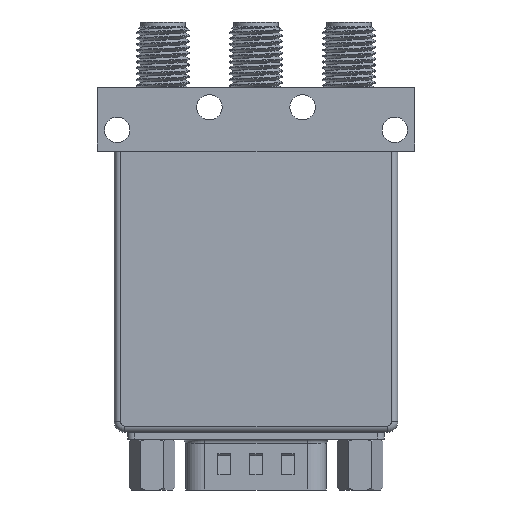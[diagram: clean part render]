
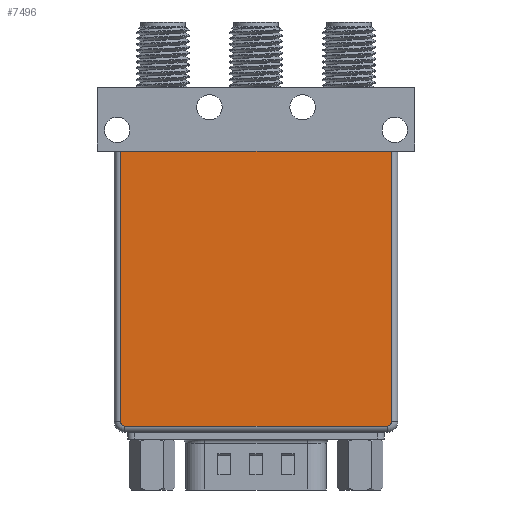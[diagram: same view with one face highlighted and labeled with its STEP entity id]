
A CAD part, front view. The second image highlights one B-rep face of the part: STEP entity #7496.
In plain terms, the highlighted planar face has unit normal (0, -1, 0).
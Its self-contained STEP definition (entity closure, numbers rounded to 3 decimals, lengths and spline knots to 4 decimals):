
#300 = EDGE_CURVE ( 'NONE', #32033, #21874, #6730, .T. ) ;
#683 = CIRCLE ( 'NONE', #40126, 0.02 ) ;
#883 = DIRECTION ( 'NONE',  ( 0., 0., -1. ) ) ;
#1760 = EDGE_LOOP ( 'NONE', ( #45136, #20473, #21828, #29512, #19606, #49335 ) ) ;
#2042 = DIRECTION ( 'NONE',  ( 1., 0., 0. ) ) ;
#2219 = CARTESIAN_POINT ( 'NONE',  ( 0.62, -0.26, -0.785 ) ) ;
#4925 = CARTESIAN_POINT ( 'NONE',  ( 0.64, -0.26, 0.515 ) ) ;
#5136 = DIRECTION ( 'NONE',  ( 0., -1., 0. ) ) ;
#6131 = LINE ( 'NONE', #42246, #13178 ) ;
#6730 = LINE ( 'NONE', #42035, #20244 ) ;
#7496 = ADVANCED_FACE ( 'NONE', ( #29220 ), #15930, .T. ) ;
#8819 = LINE ( 'NONE', #17415, #29423 ) ;
#13178 = VECTOR ( 'NONE', #883, 39.3701 ) ;
#13533 = VERTEX_POINT ( 'NONE', #45419 ) ;
#15930 = PLANE ( 'NONE',  #51753 ) ;
#16021 = CIRCLE ( 'NONE', #47726, 0.02 ) ;
#17415 = CARTESIAN_POINT ( 'NONE',  ( 0.64, -0.26, 0.515 ) ) ;
#17481 = CARTESIAN_POINT ( 'NONE',  ( -0.64, -0.26, -0.765 ) ) ;
#19606 = ORIENTED_EDGE ( 'NONE', *, *, #37452, .T. ) ;
#19986 = CARTESIAN_POINT ( 'NONE',  ( 0.62, -0.26, -0.785 ) ) ;
#20244 = VECTOR ( 'NONE', #46704, 39.3701 ) ;
#20473 = ORIENTED_EDGE ( 'NONE', *, *, #46790, .T. ) ;
#21828 = ORIENTED_EDGE ( 'NONE', *, *, #41765, .T. ) ;
#21874 = VERTEX_POINT ( 'NONE', #4925 ) ;
#22474 = EDGE_CURVE ( 'NONE', #33180, #21874, #8819, .T. ) ;
#24554 = DIRECTION ( 'NONE',  ( 0., 0., -1. ) ) ;
#25434 = DIRECTION ( 'NONE',  ( 0., 0., -1. ) ) ;
#27208 = VERTEX_POINT ( 'NONE', #19986 ) ;
#29220 = FACE_OUTER_BOUND ( 'NONE', #1760, .T. ) ;
#29423 = VECTOR ( 'NONE', #37962, 39.3701 ) ;
#29512 = ORIENTED_EDGE ( 'NONE', *, *, #48414, .T. ) ;
#30642 = VERTEX_POINT ( 'NONE', #17481 ) ;
#32033 = VERTEX_POINT ( 'NONE', #53157 ) ;
#33000 = DIRECTION ( 'NONE',  ( 0., -1., 0. ) ) ;
#33180 = VERTEX_POINT ( 'NONE', #43607 ) ;
#37452 = EDGE_CURVE ( 'NONE', #27208, #33180, #683, .T. ) ;
#37962 = DIRECTION ( 'NONE',  ( 0., 0., 1. ) ) ;
#40126 = AXIS2_PLACEMENT_3D ( 'NONE', #46862, #5136, #42007 ) ;
#41465 = DIRECTION ( 'NONE',  ( 0., -1., 0. ) ) ;
#41765 = EDGE_CURVE ( 'NONE', #30642, #13533, #16021, .T. ) ;
#42007 = DIRECTION ( 'NONE',  ( 0., 0., -1. ) ) ;
#42035 = CARTESIAN_POINT ( 'NONE',  ( 0., -0.26, 0.515 ) ) ;
#42246 = CARTESIAN_POINT ( 'NONE',  ( -0.64, -0.26, -0.765 ) ) ;
#43607 = CARTESIAN_POINT ( 'NONE',  ( 0.64, -0.26, -0.765 ) ) ;
#44872 = CARTESIAN_POINT ( 'NONE',  ( -0.62, -0.26, -0.765 ) ) ;
#45136 = ORIENTED_EDGE ( 'NONE', *, *, #300, .F. ) ;
#45419 = CARTESIAN_POINT ( 'NONE',  ( -0.62, -0.26, -0.785 ) ) ;
#46595 = VECTOR ( 'NONE', #2042, 39.3701 ) ;
#46704 = DIRECTION ( 'NONE',  ( 1., 0., 0. ) ) ;
#46790 = EDGE_CURVE ( 'NONE', #32033, #30642, #6131, .T. ) ;
#46862 = CARTESIAN_POINT ( 'NONE',  ( 0.62, -0.26, -0.765 ) ) ;
#47726 = AXIS2_PLACEMENT_3D ( 'NONE', #44872, #33000, #24554 ) ;
#48414 = EDGE_CURVE ( 'NONE', #13533, #27208, #48547, .T. ) ;
#48547 = LINE ( 'NONE', #2219, #46595 ) ;
#48860 = CARTESIAN_POINT ( 'NONE',  ( 0., -0.26, 0. ) ) ;
#49335 = ORIENTED_EDGE ( 'NONE', *, *, #22474, .T. ) ;
#51753 = AXIS2_PLACEMENT_3D ( 'NONE', #48860, #41465, #25434 ) ;
#53157 = CARTESIAN_POINT ( 'NONE',  ( -0.64, -0.26, 0.515 ) ) ;
